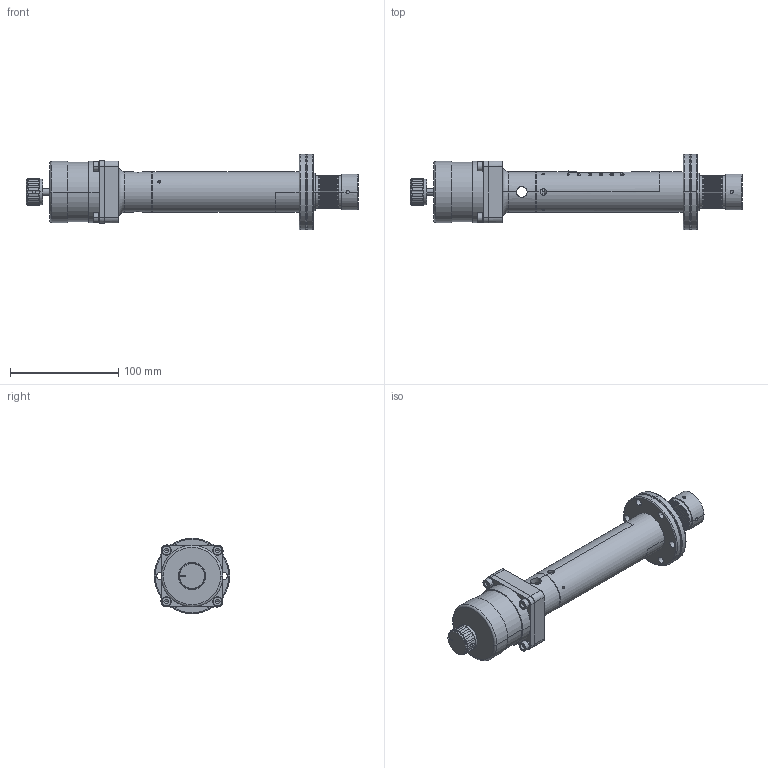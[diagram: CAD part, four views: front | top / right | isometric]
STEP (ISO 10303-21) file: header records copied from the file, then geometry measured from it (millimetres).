
FILE_DESCRIPTION((''),'2;1');
FILE_NAME('PRT0006','2017-05-18T',('gavin.marshall'),(''),'CREO PARAMETRIC BY PTC INC, 2015080','CREO PARAMETRIC BY PTC INC, 2015080','');
FILE_SCHEMA(('AUTOMOTIVE_DESIGN { 1 0 10303 214 1 1 1 1 }'));
Products named in the file (1): PRT0006
Bounding box: 306.8 x 69.9 x 69.9 mm (x, y, z)
Volume: 326014.2 mm3; surface area: 107572.4 mm2
Topology: 2 solids, 11 shells, 1330 faces, 3384 edges, 2116 vertices
Faces by surface type: plane 470, cylinder 308, bspline 250, cone 243, torus 59
Entity records: 52386 total; most frequent: CARTESIAN_POINT 20164, ORIENTED_EDGE 6724, DIRECTION 5694, EDGE_CURVE 3362, VERTEX_POINT 2116, AXIS2_PLACEMENT_3D 2108, VECTOR 1478, LINE 1478
